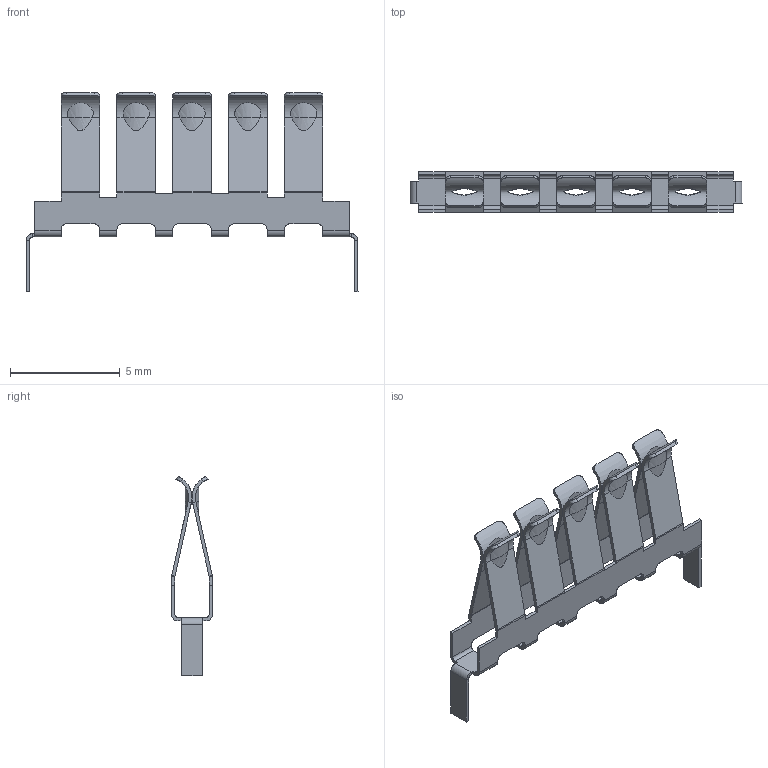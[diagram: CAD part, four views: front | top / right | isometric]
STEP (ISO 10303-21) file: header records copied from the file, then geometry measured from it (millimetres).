
FILE_DESCRIPTION(/* description */ (''),/* implementation_level */ '2;1');
FILE_NAME(/* name */ 'SpringClips5holes.step',/* time_stamp */ '2024-07-09T10:00:28-07:00',/* author */ (''),/* organization */ (''),/* preprocessor_version */ 'ST-DEVELOPER v20',/* originating_system */ 'Autodesk Translation Framework v13.14.0.145',/* authorisation */ '');
FILE_SCHEMA (('AUTOMOTIVE_DESIGN { 1 0 10303 214 3 1 1 }'));
Length unit declared in the file: millimetre
Products named in the file (1): bbSimple5Holes
Bounding box: 15.1 x 1.86 x 9.05 mm (x, y, z)
Volume: 21.2 mm3; surface area: 312.4 mm2
Topology: 1 solids, 1 shells, 384 faces, 1010 edges, 638 vertices
Faces by surface type: plane 216, cylinder 118, bspline 50
Entity records: 15550 total; most frequent: CARTESIAN_POINT 6432, ORIENTED_EDGE 2020, DIRECTION 1660, EDGE_CURVE 1010, LINE 652, VECTOR 652, VERTEX_POINT 638, AXIS2_PLACEMENT_3D 504
